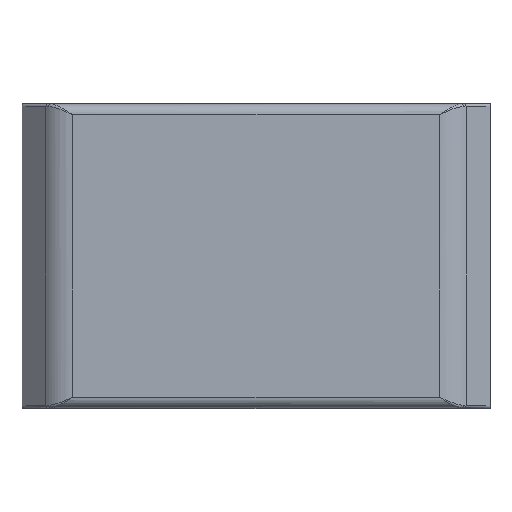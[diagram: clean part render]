
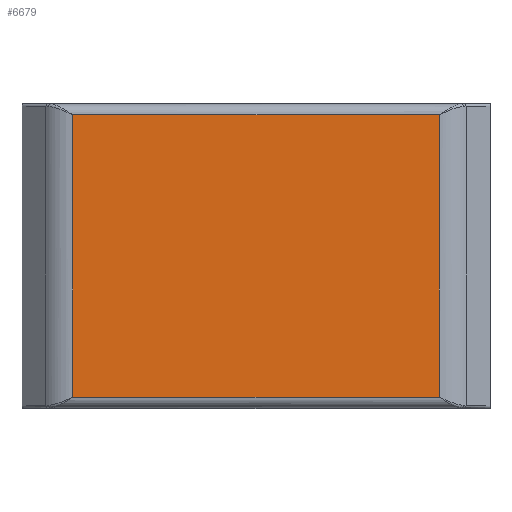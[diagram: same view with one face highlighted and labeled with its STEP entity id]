
A CAD part, top view. The second image highlights one B-rep face of the part: STEP entity #6679.
In plain terms, the highlighted planar face has unit normal (0, 0, 1).
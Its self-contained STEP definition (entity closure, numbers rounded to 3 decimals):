
#66 = CARTESIAN_POINT ( 'NONE',  ( 37., 28.35, 7. ) ) ;
#648 = CARTESIAN_POINT ( 'NONE',  ( 34.101, 28.35, 7. ) ) ;
#672 = CARTESIAN_POINT ( 'NONE',  ( 34.101, 26.262, 7. ) ) ;
#991 = VECTOR ( 'NONE', #9623, 1000. ) ;
#1457 = EDGE_LOOP ( 'NONE', ( #6550, #1722, #3971, #10456 ) ) ;
#1471 = EDGE_CURVE ( 'NONE', #4919, #3308, #7559, .T. ) ;
#1722 = ORIENTED_EDGE ( 'NONE', *, *, #6793, .T. ) ;
#1787 = DIRECTION ( 'NONE',  ( -1., 0., 0. ) ) ;
#2014 = DIRECTION ( 'NONE',  ( 0., -1., 0. ) ) ;
#2053 = FACE_OUTER_BOUND ( 'NONE', #1457, .T. ) ;
#2947 = EDGE_CURVE ( 'NONE', #8812, #10429, #7689, .T. ) ;
#2978 = VECTOR ( 'NONE', #10924, 1000. ) ;
#3308 = VERTEX_POINT ( 'NONE', #672 ) ;
#3633 = VECTOR ( 'NONE', #2014, 1000. ) ;
#3971 = ORIENTED_EDGE ( 'NONE', *, *, #1471, .T. ) ;
#4485 = EDGE_CURVE ( 'NONE', #3308, #8812, #10067, .T. ) ;
#4919 = VERTEX_POINT ( 'NONE', #6726 ) ;
#5007 = LINE ( 'NONE', #10490, #991 ) ;
#5228 = VECTOR ( 'NONE', #5701, 1000. ) ;
#5701 = DIRECTION ( 'NONE',  ( -1., 0., 0. ) ) ;
#6067 = PLANE ( 'NONE',  #7910 ) ;
#6550 = ORIENTED_EDGE ( 'NONE', *, *, #2947, .T. ) ;
#6557 = CARTESIAN_POINT ( 'NONE',  ( 37., 26.262, 7. ) ) ;
#6679 = ADVANCED_FACE ( 'NONE', ( #2053 ), #6067, .F. ) ;
#6726 = CARTESIAN_POINT ( 'NONE',  ( 34.101, -26.262, 7. ) ) ;
#6793 = EDGE_CURVE ( 'NONE', #10429, #4919, #5007, .T. ) ;
#6928 = DIRECTION ( 'NONE',  ( 0., 0., -1. ) ) ;
#7167 = CARTESIAN_POINT ( 'NONE',  ( -34.101, 28.35, 7. ) ) ;
#7559 = LINE ( 'NONE', #648, #2978 ) ;
#7689 = LINE ( 'NONE', #7167, #3633 ) ;
#7910 = AXIS2_PLACEMENT_3D ( 'NONE', #66, #6928, #1787 ) ;
#8812 = VERTEX_POINT ( 'NONE', #9422 ) ;
#9422 = CARTESIAN_POINT ( 'NONE',  ( -34.101, 26.262, 7. ) ) ;
#9623 = DIRECTION ( 'NONE',  ( 1., 0., 0. ) ) ;
#10067 = LINE ( 'NONE', #6557, #5228 ) ;
#10429 = VERTEX_POINT ( 'NONE', #10507 ) ;
#10456 = ORIENTED_EDGE ( 'NONE', *, *, #4485, .T. ) ;
#10490 = CARTESIAN_POINT ( 'NONE',  ( 34.101, -26.262, 7. ) ) ;
#10507 = CARTESIAN_POINT ( 'NONE',  ( -34.101, -26.262, 7. ) ) ;
#10924 = DIRECTION ( 'NONE',  ( 0., 1., 0. ) ) ;
